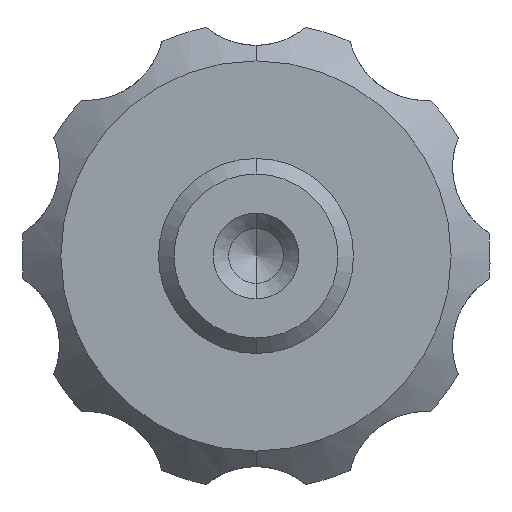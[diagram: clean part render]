
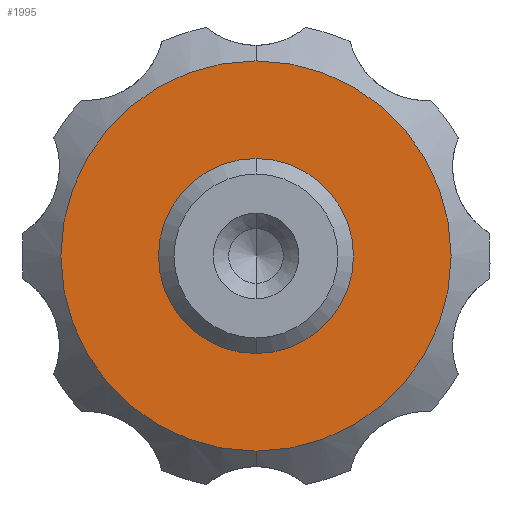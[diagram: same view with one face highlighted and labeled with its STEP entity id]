
A CAD part, front view. The second image highlights one B-rep face of the part: STEP entity #1995.
In plain terms, the highlighted planar face has unit normal (0, -1, 0).
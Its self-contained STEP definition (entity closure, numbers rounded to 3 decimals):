
#178 = CARTESIAN_POINT ( 'NONE',  ( 0., 3., 0. ) ) ;
#179 = DIRECTION ( 'NONE',  ( 0., -1., 0. ) ) ;
#181 = DIRECTION ( 'NONE',  ( 0., 0., -1. ) ) ;
#201 = DIRECTION ( 'NONE',  ( 0., -1., 0. ) ) ;
#222 = CARTESIAN_POINT ( 'NONE',  ( 0., 3., 0. ) ) ;
#235 = DIRECTION ( 'NONE',  ( 0., 0., -1. ) ) ;
#286 = CARTESIAN_POINT ( 'NONE',  ( 1.25, 3., 0. ) ) ;
#289 = DIRECTION ( 'NONE',  ( 0., -1., 0. ) ) ;
#292 = PLANE ( 'NONE',  #1426 ) ;
#301 = DIRECTION ( 'NONE',  ( 0., 0., -1. ) ) ;
#429 = CIRCLE ( 'NONE', #1353, 1.25 ) ;
#452 = ORIENTED_EDGE ( 'NONE', *, *, #1359, .T. ) ;
#462 = CIRCLE ( 'NONE', #1313, 2.5 ) ;
#474 = ORIENTED_EDGE ( 'NONE', *, *, #1339, .F. ) ;
#479 = ORIENTED_EDGE ( 'NONE', *, *, #1192, .T. ) ;
#549 = CIRCLE ( 'NONE', #1405, 2.5 ) ;
#558 = CIRCLE ( 'NONE', #1403, 1.25 ) ;
#608 = FACE_BOUND ( 'NONE', #743, .T. ) ;
#642 = FACE_OUTER_BOUND ( 'NONE', #750, .T. ) ;
#743 = EDGE_LOOP ( 'NONE', ( #1184, #474 ) ) ;
#750 = EDGE_LOOP ( 'NONE', ( #452, #479 ) ) ;
#787 = VERTEX_POINT ( 'NONE', #1645 ) ;
#810 = VERTEX_POINT ( 'NONE', #1636 ) ;
#811 = VERTEX_POINT ( 'NONE', #1637 ) ;
#815 = VERTEX_POINT ( 'NONE', #1673 ) ;
#1184 = ORIENTED_EDGE ( 'NONE', *, *, #1196, .F. ) ;
#1192 = EDGE_CURVE ( 'NONE', #811, #787, #462, .T. ) ;
#1196 = EDGE_CURVE ( 'NONE', #810, #815, #429, .T. ) ;
#1313 = AXIS2_PLACEMENT_3D ( 'NONE', #1755, #1760, #1756 ) ;
#1339 = EDGE_CURVE ( 'NONE', #815, #810, #558, .T. ) ;
#1353 = AXIS2_PLACEMENT_3D ( 'NONE', #1768, #1769, #1771 ) ;
#1359 = EDGE_CURVE ( 'NONE', #787, #811, #549, .T. ) ;
#1403 = AXIS2_PLACEMENT_3D ( 'NONE', #178, #179, #181 ) ;
#1405 = AXIS2_PLACEMENT_3D ( 'NONE', #222, #201, #235 ) ;
#1426 = AXIS2_PLACEMENT_3D ( 'NONE', #286, #289, #301 ) ;
#1636 = CARTESIAN_POINT ( 'NONE',  ( 0., 3., -1.25 ) ) ;
#1637 = CARTESIAN_POINT ( 'NONE',  ( 0., 3., -2.5 ) ) ;
#1645 = CARTESIAN_POINT ( 'NONE',  ( 0., 3., 2.5 ) ) ;
#1673 = CARTESIAN_POINT ( 'NONE',  ( 0., 3., 1.25 ) ) ;
#1755 = CARTESIAN_POINT ( 'NONE',  ( 0., 3., 0. ) ) ;
#1756 = DIRECTION ( 'NONE',  ( 0., 0., -1. ) ) ;
#1760 = DIRECTION ( 'NONE',  ( 0., -1., 0. ) ) ;
#1768 = CARTESIAN_POINT ( 'NONE',  ( 0., 3., 0. ) ) ;
#1769 = DIRECTION ( 'NONE',  ( 0., -1., 0. ) ) ;
#1771 = DIRECTION ( 'NONE',  ( 0., 0., -1. ) ) ;
#1995 = ADVANCED_FACE ( 'NONE', ( #642, #608 ), #292, .T. ) ;
